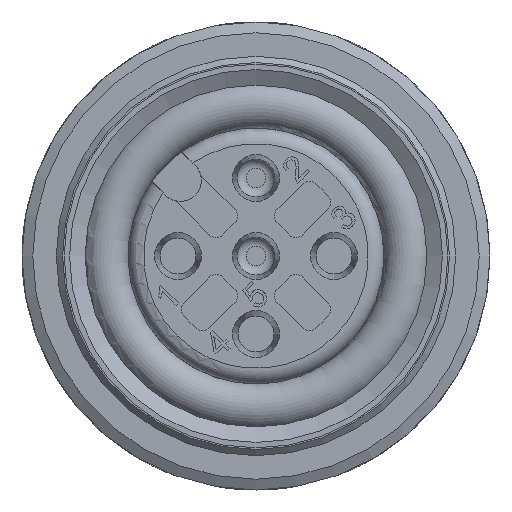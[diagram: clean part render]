
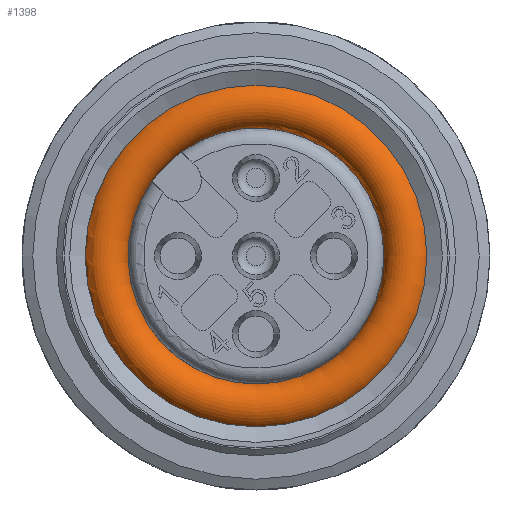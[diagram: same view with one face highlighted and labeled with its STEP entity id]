
A CAD part, left-side view. The second image highlights one B-rep face of the part: STEP entity #1398.
In plain terms, the highlighted toroidal (fillet/blend) face has major radius 4.845 mm and minor radius 0.75 mm.
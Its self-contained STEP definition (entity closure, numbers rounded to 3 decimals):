
#1026=B_SPLINE_CURVE_WITH_KNOTS('',3,(#9350,#9351,#9352,#9353,#9354,#9355),
 .UNSPECIFIED.,.F.,.F.,(4,2,4),(0.,0.444,1.),.UNSPECIFIED.);
#1027=B_SPLINE_CURVE_WITH_KNOTS('',3,(#9365,#9366,#9367,#9368,#9369,#9370),
 .UNSPECIFIED.,.F.,.F.,(4,2,4),(0.,0.41,1.),.UNSPECIFIED.);
#1044=TOROIDAL_SURFACE('',#4779,4.845,0.75);
#1124=FACE_BOUND('',#2046,.T.);
#1125=FACE_BOUND('',#2047,.T.);
#1126=FACE_BOUND('',#2048,.T.);
#1398=ADVANCED_FACE('',(#1124,#1125,#1126),#1044,.T.);
#2046=EDGE_LOOP('',(#3229,#3230,#3231,#3232));
#2047=EDGE_LOOP('',(#3233));
#2048=EDGE_LOOP('',(#3234));
#3229=ORIENTED_EDGE('',*,*,#4347,.F.);
#3230=ORIENTED_EDGE('',*,*,#4345,.T.);
#3231=ORIENTED_EDGE('',*,*,#4343,.F.);
#3232=ORIENTED_EDGE('',*,*,#4340,.T.);
#3233=ORIENTED_EDGE('',*,*,#4339,.F.);
#3234=ORIENTED_EDGE('',*,*,#4348,.T.);
#3730=VERTEX_POINT('',#9348);
#3731=VERTEX_POINT('',#9356);
#3732=VERTEX_POINT('',#9357);
#3733=VERTEX_POINT('',#9362);
#3734=VERTEX_POINT('',#9371);
#3735=VERTEX_POINT('',#9377);
#4339=EDGE_CURVE('',#3730,#3730,#4499,.T.);
#4340=EDGE_CURVE('',#3731,#3732,#1026,.T.);
#4343=EDGE_CURVE('',#3731,#3733,#4500,.T.);
#4345=EDGE_CURVE('',#3734,#3733,#1027,.T.);
#4347=EDGE_CURVE('',#3734,#3732,#4501,.T.);
#4348=EDGE_CURVE('',#3735,#3735,#4502,.T.);
#4499=CIRCLE('',#4770,4.723);
#4500=CIRCLE('',#4773,4.1);
#4501=CIRCLE('',#4776,4.1);
#4502=CIRCLE('',#4778,5.475);
#4770=AXIS2_PLACEMENT_3D('',#9347,#5541,#5542);
#4773=AXIS2_PLACEMENT_3D('',#9361,#5549,#5550);
#4776=AXIS2_PLACEMENT_3D('',#9374,#5557,#5558);
#4778=AXIS2_PLACEMENT_3D('',#9376,#5561,#5562);
#4779=AXIS2_PLACEMENT_3D('',#9378,#5563,#5564);
#5541=DIRECTION('',(-1.,0.,0.));
#5542=DIRECTION('',(0.,0.,-1.));
#5549=DIRECTION('',(-1.,0.,0.));
#5550=DIRECTION('',(0.,0.,-1.));
#5557=DIRECTION('',(1.,0.,0.));
#5558=DIRECTION('',(0.,0.,1.));
#5561=DIRECTION('',(-1.,0.,0.));
#5562=DIRECTION('',(0.,0.,-1.));
#5563=DIRECTION('',(1.,0.,0.));
#5564=DIRECTION('',(0.,0.,1.));
#9347=CARTESIAN_POINT('',(38.951,0.,0.));
#9348=CARTESIAN_POINT('',(38.951,0.,-4.723));
#9350=CARTESIAN_POINT('',(38.125,3.337,2.382));
#9351=CARTESIAN_POINT('',(38.15,3.335,2.38));
#9352=CARTESIAN_POINT('',(38.176,3.334,2.379));
#9353=CARTESIAN_POINT('',(38.233,3.333,2.378));
#9354=CARTESIAN_POINT('',(38.266,3.334,2.38));
#9355=CARTESIAN_POINT('',(38.297,3.337,2.382));
#9356=CARTESIAN_POINT('',(38.125,3.337,2.382));
#9357=CARTESIAN_POINT('',(38.297,3.337,2.382));
#9361=CARTESIAN_POINT('',(38.125,0.,0.));
#9362=CARTESIAN_POINT('',(38.125,2.382,3.337));
#9365=CARTESIAN_POINT('',(38.297,2.382,3.337));
#9366=CARTESIAN_POINT('',(38.274,2.38,3.335));
#9367=CARTESIAN_POINT('',(38.25,2.379,3.334));
#9368=CARTESIAN_POINT('',(38.192,2.378,3.333));
#9369=CARTESIAN_POINT('',(38.158,2.379,3.334));
#9370=CARTESIAN_POINT('',(38.125,2.382,3.337));
#9371=CARTESIAN_POINT('',(38.297,2.382,3.337));
#9374=CARTESIAN_POINT('',(38.297,0.,0.));
#9376=CARTESIAN_POINT('',(37.804,0.,0.));
#9377=CARTESIAN_POINT('',(37.804,0.,-5.475));
#9378=CARTESIAN_POINT('',(38.211,0.,0.));
